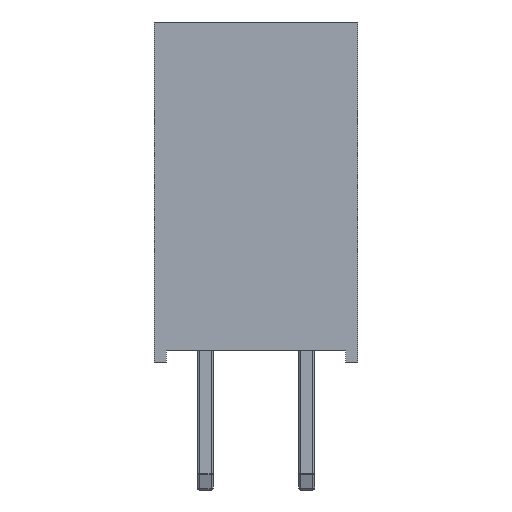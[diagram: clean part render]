
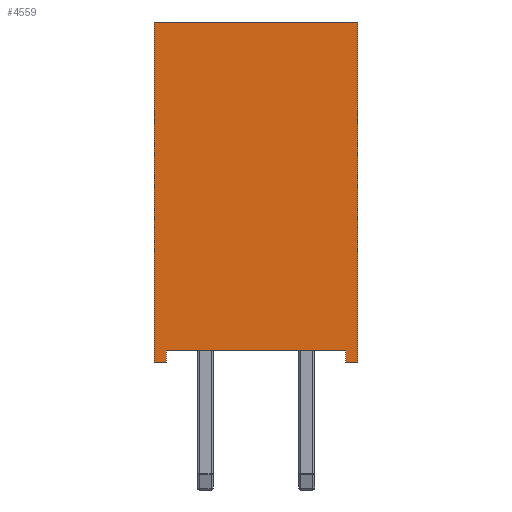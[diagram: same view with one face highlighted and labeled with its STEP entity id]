
A CAD part, left-side view. The second image highlights one B-rep face of the part: STEP entity #4559.
In plain terms, the highlighted planar face has unit normal (-1, 0, 0).
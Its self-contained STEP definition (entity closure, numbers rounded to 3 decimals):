
#586=FACE_OUTER_BOUND('',#876,.T.);
#876=EDGE_LOOP('',(#2936,#2937,#2938,#2939,#2940,#2941,#2942,#2943));
#1198=LINE('',#7090,#1546);
#1199=LINE('',#7093,#1547);
#1201=LINE('',#7097,#1549);
#1202=LINE('',#7099,#1550);
#1203=LINE('',#7101,#1551);
#1204=LINE('',#7103,#1552);
#1205=LINE('',#7105,#1553);
#1206=LINE('',#7106,#1554);
#1546=VECTOR('',#5531,10.);
#1547=VECTOR('',#5534,10.);
#1549=VECTOR('',#5538,10.);
#1550=VECTOR('',#5539,10.);
#1551=VECTOR('',#5540,10.);
#1552=VECTOR('',#5541,10.);
#1553=VECTOR('',#5542,10.);
#1554=VECTOR('',#5543,10.);
#1892=VERTEX_POINT('',#7086);
#1893=VERTEX_POINT('',#7088);
#1894=VERTEX_POINT('',#7092);
#1895=VERTEX_POINT('',#7096);
#1896=VERTEX_POINT('',#7098);
#1897=VERTEX_POINT('',#7100);
#1898=VERTEX_POINT('',#7102);
#1899=VERTEX_POINT('',#7104);
#2270=EDGE_CURVE('',#1892,#1893,#1198,.T.);
#2271=EDGE_CURVE('',#1894,#1892,#1199,.T.);
#2273=EDGE_CURVE('',#1893,#1895,#1201,.T.);
#2274=EDGE_CURVE('',#1895,#1896,#1202,.T.);
#2275=EDGE_CURVE('',#1896,#1897,#1203,.T.);
#2276=EDGE_CURVE('',#1897,#1898,#1204,.T.);
#2277=EDGE_CURVE('',#1899,#1898,#1205,.T.);
#2278=EDGE_CURVE('',#1894,#1899,#1206,.T.);
#2936=ORIENTED_EDGE('',*,*,#2273,.T.);
#2937=ORIENTED_EDGE('',*,*,#2274,.T.);
#2938=ORIENTED_EDGE('',*,*,#2275,.T.);
#2939=ORIENTED_EDGE('',*,*,#2276,.T.);
#2940=ORIENTED_EDGE('',*,*,#2277,.F.);
#2941=ORIENTED_EDGE('',*,*,#2278,.F.);
#2942=ORIENTED_EDGE('',*,*,#2271,.T.);
#2943=ORIENTED_EDGE('',*,*,#2270,.T.);
#4230=PLANE('',#4903);
#4559=ADVANCED_FACE('',(#586),#4230,.T.);
#4903=AXIS2_PLACEMENT_3D('',#7095,#5536,#5537);
#5531=DIRECTION('',(0.,0.,1.));
#5534=DIRECTION('',(0.,-1.,0.));
#5536=DIRECTION('center_axis',(-1.,0.,0.));
#5537=DIRECTION('ref_axis',(0.,-1.,0.));
#5538=DIRECTION('',(0.,-1.,0.));
#5539=DIRECTION('',(0.,0.,-1.));
#5540=DIRECTION('',(0.,-1.,0.));
#5541=DIRECTION('',(0.,0.,1.));
#5542=DIRECTION('',(0.,-1.,0.));
#5543=DIRECTION('',(0.,0.,1.));
#7086=CARTESIAN_POINT('',(-1.27,3.51,0.));
#7088=CARTESIAN_POINT('',(-1.27,3.51,0.3));
#7090=CARTESIAN_POINT('',(-1.27,3.51,0.));
#7092=CARTESIAN_POINT('',(-1.27,3.81,0.));
#7093=CARTESIAN_POINT('',(-1.27,3.81,0.));
#7095=CARTESIAN_POINT('Origin',(-1.27,1.27,0.));
#7096=CARTESIAN_POINT('',(-1.27,-0.97,0.3));
#7097=CARTESIAN_POINT('',(-1.27,1.27,0.3));
#7098=CARTESIAN_POINT('',(-1.27,-0.97,0.));
#7099=CARTESIAN_POINT('',(-1.27,-0.97,0.));
#7100=CARTESIAN_POINT('',(-1.27,-1.27,0.));
#7101=CARTESIAN_POINT('',(-1.27,1.27,0.));
#7102=CARTESIAN_POINT('',(-1.27,-1.27,8.5));
#7103=CARTESIAN_POINT('',(-1.27,-1.27,0.));
#7104=CARTESIAN_POINT('',(-1.27,3.81,8.5));
#7105=CARTESIAN_POINT('',(-1.27,3.81,8.5));
#7106=CARTESIAN_POINT('',(-1.27,3.81,0.));
